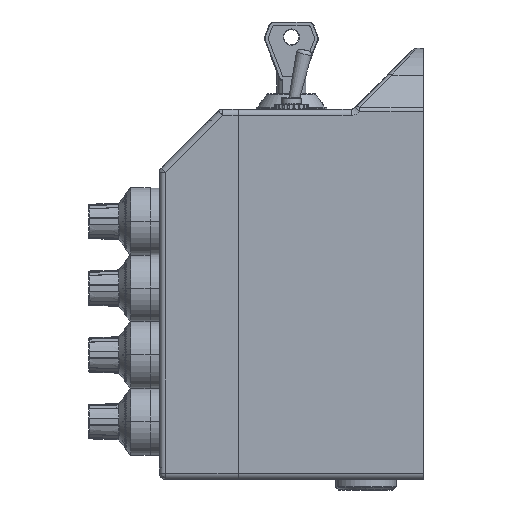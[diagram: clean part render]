
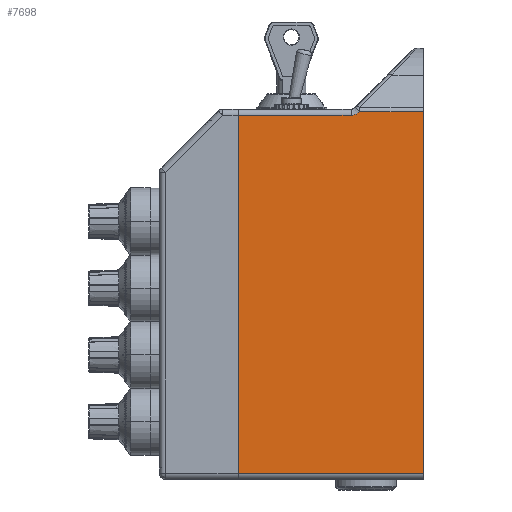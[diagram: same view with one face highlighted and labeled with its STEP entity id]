
A CAD part, left-side view. The second image highlights one B-rep face of the part: STEP entity #7698.
In plain terms, the highlighted planar face has unit normal (-1, 0, 0).
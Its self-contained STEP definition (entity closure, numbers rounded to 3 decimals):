
#929 = VERTEX_POINT ( 'NONE', #237407 ) ;
#1241 = EDGE_CURVE ( 'NONE', #929, #1245, #238481, .T. ) ;
#1245 = VERTEX_POINT ( 'NONE', #238453 ) ;
#1322 = VERTEX_POINT ( 'NONE', #238733 ) ;
#1510 = EDGE_CURVE ( 'NONE', #1245, #1322, #239355, .T. ) ;
#1530 = EDGE_CURVE ( 'NONE', #929, #1533, #239310, .T. ) ;
#1533 = VERTEX_POINT ( 'NONE', #239303 ) ;
#1573 = VERTEX_POINT ( 'NONE', #239499 ) ;
#1581 = EDGE_CURVE ( 'NONE', #1583, #1573, #239482, .T. ) ;
#1583 = VERTEX_POINT ( 'NONE', #239475 ) ;
#3763 = DIRECTION ( 'NONE',  ( 0., 0., -1. ) ) ;
#3765 = VECTOR ( 'NONE', #3763, 1000. ) ;
#3766 = CARTESIAN_POINT ( 'NONE',  ( -262., 61., -61. ) ) ;
#3768 = LINE ( 'NONE', #3766, #3765 ) ;
#4131 = DIRECTION ( 'NONE',  ( 0., 0., 1. ) ) ;
#4133 = VECTOR ( 'NONE', #4131, 1000. ) ;
#4134 = CARTESIAN_POINT ( 'NONE',  ( -262., 0., -60.414 ) ) ;
#4135 = LINE ( 'NONE', #4134, #4133 ) ;
#5939 = DIRECTION ( 'NONE',  ( 0., 0., 1. ) ) ;
#5941 = DIRECTION ( 'NONE',  ( -1., 0., 0. ) ) ;
#5943 = CARTESIAN_POINT ( 'NONE',  ( -262., 0., -122. ) ) ;
#5944 = AXIS2_PLACEMENT_3D ( 'NONE', #5943, #5941, #5939 ) ;
#5948 = PLANE ( 'NONE',  #5944 ) ;
#5950 = FACE_OUTER_BOUND ( 'NONE', #7699, .T. ) ;
#6257 = EDGE_CURVE ( 'NONE', #1322, #1583, #3768, .T. ) ;
#6549 = EDGE_CURVE ( 'NONE', #1573, #1533, #4135, .T. ) ;
#7698 = ADVANCED_FACE ( 'NONE', ( #5950 ), #5948, .T. ) ;
#7699 = EDGE_LOOP ( 'NONE', ( #7705, #7709, #7781, #7785, #7789, #7793 ) ) ;
#7705 = ORIENTED_EDGE ( 'NONE', *, *, #1530, .F. ) ;
#7709 = ORIENTED_EDGE ( 'NONE', *, *, #1241, .T. ) ;
#7781 = ORIENTED_EDGE ( 'NONE', *, *, #1510, .T. ) ;
#7785 = ORIENTED_EDGE ( 'NONE', *, *, #6257, .T. ) ;
#7789 = ORIENTED_EDGE ( 'NONE', *, *, #1581, .T. ) ;
#7793 = ORIENTED_EDGE ( 'NONE', *, *, #6549, .T. ) ;
#237407 = CARTESIAN_POINT ( 'NONE',  ( -262., 21., -0.828 ) ) ;
#238453 = CARTESIAN_POINT ( 'NONE',  ( -262., 23.828, -2. ) ) ;
#238459 = CARTESIAN_POINT ( 'NONE',  ( -262., 23.828, -2. ) ) ;
#238461 = CARTESIAN_POINT ( 'NONE',  ( -262., 23.575, -2. ) ) ;
#238463 = CARTESIAN_POINT ( 'NONE',  ( -262., 23.063, -1.952 ) ) ;
#238465 = CARTESIAN_POINT ( 'NONE',  ( -262., 22.303, -1.727 ) ) ;
#238467 = CARTESIAN_POINT ( 'NONE',  ( -262., 21.595, -1.35 ) ) ;
#238469 = CARTESIAN_POINT ( 'NONE',  ( -262., 21.187, -1.014 ) ) ;
#238470 = CARTESIAN_POINT ( 'NONE',  ( -262., 21., -0.828 ) ) ;
#238481 = B_SPLINE_CURVE_WITH_KNOTS ( 'NONE', 3,
 ( #238470, #238469, #238467, #238465, #238463, #238461, #238459 ),
 .UNSPECIFIED., .F., .F.,
 ( 4, 1, 1, 1, 4 ),
 ( 0., 0.001, 0.002, 0.002, 0.003 ),
 .UNSPECIFIED. ) ;
#238733 = CARTESIAN_POINT ( 'NONE',  ( -262., 61., -2. ) ) ;
#239303 = CARTESIAN_POINT ( 'NONE',  ( -262., 0., -0.828 ) ) ;
#239306 = DIRECTION ( 'NONE',  ( 0., -1., 0. ) ) ;
#239307 = VECTOR ( 'NONE', #239306, 1000. ) ;
#239309 = CARTESIAN_POINT ( 'NONE',  ( -262., 10.5, -0.828 ) ) ;
#239310 = LINE ( 'NONE', #239309, #239307 ) ;
#239350 = DIRECTION ( 'NONE',  ( 0., 1., 0. ) ) ;
#239352 = VECTOR ( 'NONE', #239350, 1000. ) ;
#239353 = CARTESIAN_POINT ( 'NONE',  ( -262., 42.414, -2. ) ) ;
#239355 = LINE ( 'NONE', #239353, #239352 ) ;
#239475 = CARTESIAN_POINT ( 'NONE',  ( -262., 61., -120. ) ) ;
#239477 = DIRECTION ( 'NONE',  ( 0., -1., 0. ) ) ;
#239478 = VECTOR ( 'NONE', #239477, 1000. ) ;
#239480 = CARTESIAN_POINT ( 'NONE',  ( -262., 30.5, -120. ) ) ;
#239482 = LINE ( 'NONE', #239480, #239478 ) ;
#239499 = CARTESIAN_POINT ( 'NONE',  ( -262., 0., -120. ) ) ;
